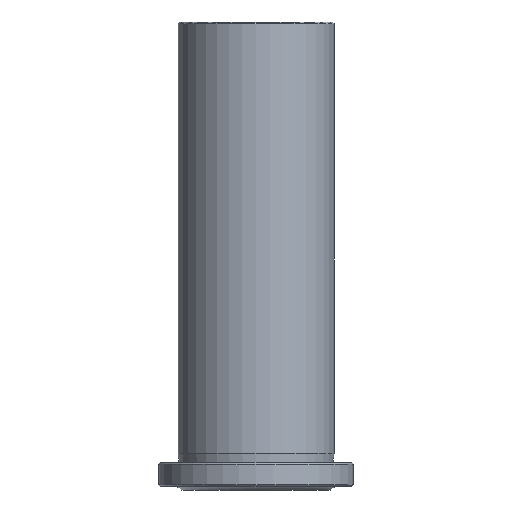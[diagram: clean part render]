
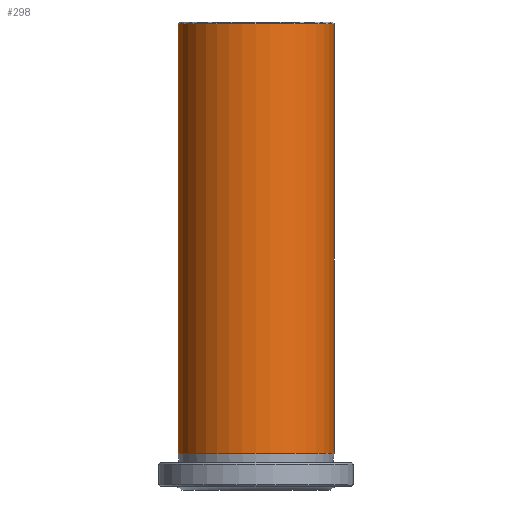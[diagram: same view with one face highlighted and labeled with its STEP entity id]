
A CAD part, left-side view. The second image highlights one B-rep face of the part: STEP entity #298.
In plain terms, the highlighted cylindrical face has radius 10 mm (diameter 20 mm), a partial arc.
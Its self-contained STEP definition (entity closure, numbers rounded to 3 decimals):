
#154=VERTEX_POINT('NONE',#391);
#240=EDGE_CURVE('NONE',#330,#264,#489,.T.);
#264=VERTEX_POINT('NONE',#516);
#276=EDGE_CURVE('NONE',#264,#312,#530,.T.);
#298=ADVANCED_FACE('NONE',(#555),#556,.T.);
#312=VERTEX_POINT('NONE',#572);
#330=VERTEX_POINT('NONE',#593);
#336=EDGE_CURVE('NONE',#330,#154,#599,.T.);
#346=EDGE_CURVE('NONE',#154,#312,#609,.T.);
#391=CARTESIAN_POINT('',(0.,10.0,59.8));
#489=LINE('',#785,#786);
#516=CARTESIAN_POINT('',(0.,-10.0,4.697));
#530=CIRCLE('',#834,10.0);
#555=FACE_OUTER_BOUND('',#866,.T.);
#556=CYLINDRICAL_SURFACE('',#867,10.0);
#572=CARTESIAN_POINT('',(0.0,10.0,4.697));
#593=CARTESIAN_POINT('',(0.0,-10.0,59.8));
#599=CIRCLE('',#914,10.0);
#609=LINE('',#929,#930);
#785=CARTESIAN_POINT('',(0.0,-10.0,-0.756));
#786=VECTOR('',#1107,1000.0);
#834=AXIS2_PLACEMENT_3D('',#1161,#1162,#1163);
#866=EDGE_LOOP('',(#1200,#1201,#1202,#1203));
#867=AXIS2_PLACEMENT_3D('',#1204,#1205,#1206);
#914=AXIS2_PLACEMENT_3D('',#1248,#1249,#1250);
#929=CARTESIAN_POINT('',(0.,10.0,-0.756));
#930=VECTOR('',#1263,1000.0);
#1107=DIRECTION('',(0.0,0.0,-1.0));
#1161=CARTESIAN_POINT('',(0.0,0.0,4.697));
#1162=DIRECTION('',(0.0,0.0,-1.0));
#1163=DIRECTION('',(0.0,-1.0,0.0));
#1200=ORIENTED_EDGE('',*,*,#336,.T.);
#1201=ORIENTED_EDGE('',*,*,#346,.T.);
#1202=ORIENTED_EDGE('',*,*,#276,.F.);
#1203=ORIENTED_EDGE('',*,*,#240,.F.);
#1204=CARTESIAN_POINT('',(0.0,0.0,-0.756));
#1205=DIRECTION('',(0.0,-0.0,-1.0));
#1206=DIRECTION('',(0.0,-1.0,0.0));
#1248=CARTESIAN_POINT('',(0.0,0.0,59.8));
#1249=DIRECTION('',(0.0,0.0,-1.0));
#1250=DIRECTION('',(0.0,1.0,0.0));
#1263=DIRECTION('',(0.0,0.0,-1.0));
